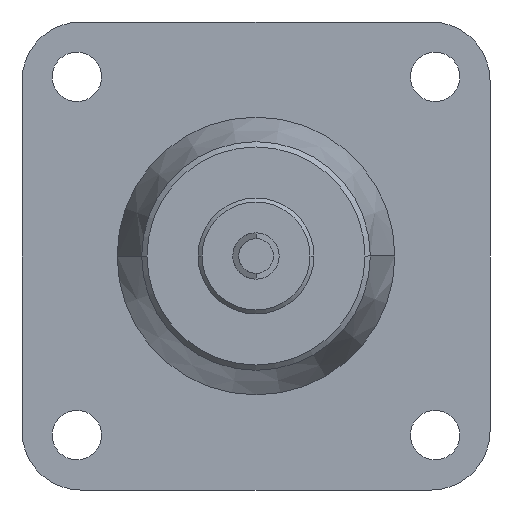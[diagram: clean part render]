
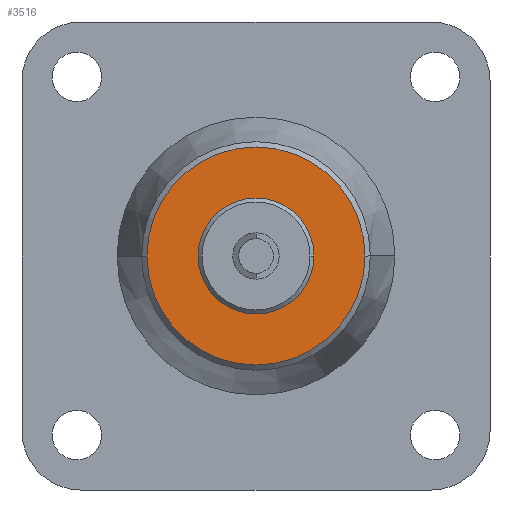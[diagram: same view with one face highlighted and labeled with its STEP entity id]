
A CAD part, left-side view. The second image highlights one B-rep face of the part: STEP entity #3516.
In plain terms, the highlighted planar face has unit normal (-1, 0, 0).
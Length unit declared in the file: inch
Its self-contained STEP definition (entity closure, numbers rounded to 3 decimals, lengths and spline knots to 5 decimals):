
#219 = EDGE_CURVE ( 'NONE', #2180, #3571, #3506, .T. ) ;
#231 = AXIS2_PLACEMENT_3D ( 'NONE', #4013, #4412, #4815 ) ;
#332 = ORIENTED_EDGE ( 'NONE', *, *, #845, .T. ) ;
#367 = DIRECTION ( 'NONE',  ( -1., 0., 0. ) ) ;
#803 = DIRECTION ( 'NONE',  ( 1., 0., 0. ) ) ;
#845 = EDGE_CURVE ( 'NONE', #3571, #2180, #5208, .T. ) ;
#934 = FACE_BOUND ( 'NONE', #3990, .T. ) ;
#1230 = VERTEX_POINT ( 'NONE', #3387 ) ;
#1248 = CARTESIAN_POINT ( 'NONE',  ( 0.91126, 0.14764, 0. ) ) ;
#1642 = ORIENTED_EDGE ( 'NONE', *, *, #1794, .T. ) ;
#1780 = FACE_OUTER_BOUND ( 'NONE', #3498, .T. ) ;
#1794 = EDGE_CURVE ( 'NONE', #1230, #4508, #2400, .T. ) ;
#2016 = CARTESIAN_POINT ( 'NONE',  ( 0.91126, 0., 0. ) ) ;
#2068 = CARTESIAN_POINT ( 'NONE',  ( 0.91126, 0., 0. ) ) ;
#2152 = AXIS2_PLACEMENT_3D ( 'NONE', #2016, #367, #3308 ) ;
#2180 = VERTEX_POINT ( 'NONE', #1248 ) ;
#2237 = AXIS2_PLACEMENT_3D ( 'NONE', #2068, #2491, #3323 ) ;
#2246 = AXIS2_PLACEMENT_3D ( 'NONE', #5407, #803, #3780 ) ;
#2400 = CIRCLE ( 'NONE', #2152, 0.27788 ) ;
#2491 = DIRECTION ( 'NONE',  ( -1., 0., 0. ) ) ;
#2509 = DIRECTION ( 'NONE',  ( 0., -1., 0. ) ) ;
#2900 = CARTESIAN_POINT ( 'NONE',  ( 0.91126, -0.14764, 0. ) ) ;
#2913 = ORIENTED_EDGE ( 'NONE', *, *, #219, .T. ) ;
#3308 = DIRECTION ( 'NONE',  ( 0., -1., 0. ) ) ;
#3323 = DIRECTION ( 'NONE',  ( 0., -1., 0. ) ) ;
#3354 = CARTESIAN_POINT ( 'NONE',  ( 0.91126, 0.27788, 0. ) ) ;
#3387 = CARTESIAN_POINT ( 'NONE',  ( 0.91126, -0.27788, 0. ) ) ;
#3449 = CIRCLE ( 'NONE', #2237, 0.27788 ) ;
#3498 = EDGE_LOOP ( 'NONE', ( #5240, #1642 ) ) ;
#3506 = CIRCLE ( 'NONE', #2246, 0.14764 ) ;
#3516 = ADVANCED_FACE ( 'NONE', ( #1780, #934 ), #4179, .T. ) ;
#3543 = EDGE_CURVE ( 'NONE', #4508, #1230, #3449, .T. ) ;
#3571 = VERTEX_POINT ( 'NONE', #2900 ) ;
#3780 = DIRECTION ( 'NONE',  ( 0., 1., 0. ) ) ;
#3990 = EDGE_LOOP ( 'NONE', ( #2913, #332 ) ) ;
#4013 = CARTESIAN_POINT ( 'NONE',  ( 0.91126, 0., 0. ) ) ;
#4179 = PLANE ( 'NONE',  #5411 ) ;
#4222 = DIRECTION ( 'NONE',  ( -1., 0., 0. ) ) ;
#4412 = DIRECTION ( 'NONE',  ( 1., 0., 0. ) ) ;
#4508 = VERTEX_POINT ( 'NONE', #3354 ) ;
#4635 = CARTESIAN_POINT ( 'NONE',  ( 0.91126, 0.14764, 0. ) ) ;
#4815 = DIRECTION ( 'NONE',  ( 0., 1., 0. ) ) ;
#5208 = CIRCLE ( 'NONE', #231, 0.14764 ) ;
#5240 = ORIENTED_EDGE ( 'NONE', *, *, #3543, .T. ) ;
#5407 = CARTESIAN_POINT ( 'NONE',  ( 0.91126, 0., 0. ) ) ;
#5411 = AXIS2_PLACEMENT_3D ( 'NONE', #4635, #4222, #2509 ) ;
